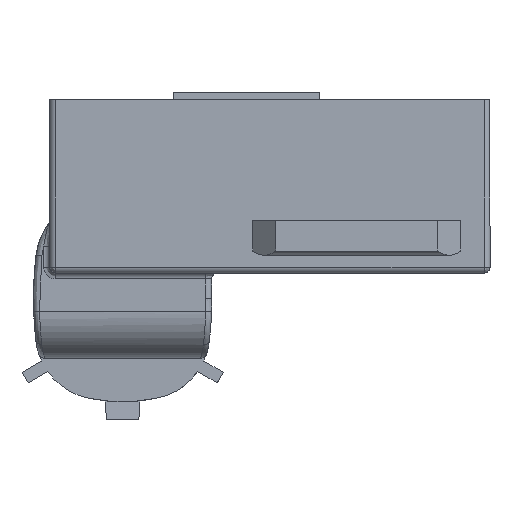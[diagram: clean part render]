
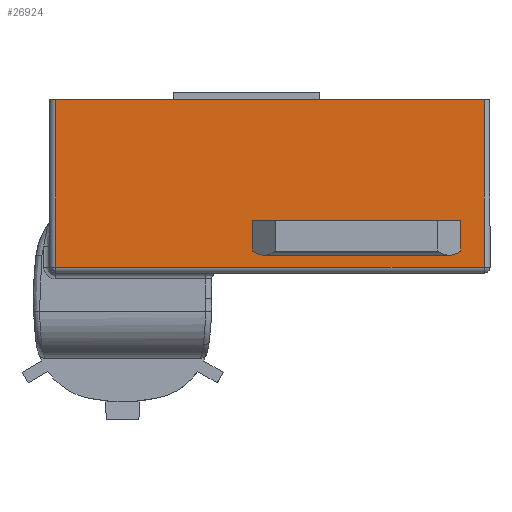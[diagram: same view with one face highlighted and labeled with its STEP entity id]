
A CAD part, left-side view. The second image highlights one B-rep face of the part: STEP entity #26924.
In plain terms, the highlighted face is planar.
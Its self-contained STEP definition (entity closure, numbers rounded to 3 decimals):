
#26224 = VERTEX_POINT('',#26225);
#26225 = CARTESIAN_POINT('',(-3.102,3.492,
    -41.689));
#26234 = VERTEX_POINT('',#26235);
#26235 = CARTESIAN_POINT('',(33.982,3.492,
    -41.689));
#26242 = EDGE_CURVE('',#26234,#26224,#26243,.T.);
#26243 = LINE('',#26244,#26245);
#26244 = CARTESIAN_POINT('',(34.49,3.492,
    -41.689));
#26245 = VECTOR('',#26246,1.);
#26246 = DIRECTION('',(-1.,0.,0.));
#26924 = ADVANCED_FACE('',(#26925,#26977),#27002,.F.);
#26925 = FACE_BOUND('',#26926,.T.);
#26926 = EDGE_LOOP('',(#26927,#26938,#26946,#26955,#26963,#26971));
#26927 = ORIENTED_EDGE('',*,*,#26928,.T.);
#26928 = EDGE_CURVE('',#26929,#26931,#26933,.T.);
#26929 = VERTEX_POINT('',#26930);
#26930 = CARTESIAN_POINT('',(31.95,2.091,
    -41.689));
#26931 = VERTEX_POINT('',#26932);
#26932 = CARTESIAN_POINT('',(30.802,2.476,
    -41.689));
#26933 = CIRCLE('',#26934,1.905);
#26934 = AXIS2_PLACEMENT_3D('',#26935,#26936,#26937);
#26935 = CARTESIAN_POINT('',(30.802,0.571,
    -41.689));
#26936 = DIRECTION('',(0.,0.,1.));
#26937 = DIRECTION('',(-1.,0.,0.));
#26938 = ORIENTED_EDGE('',*,*,#26939,.F.);
#26939 = EDGE_CURVE('',#26940,#26931,#26942,.T.);
#26940 = VERTEX_POINT('',#26941);
#26941 = CARTESIAN_POINT('',(15.115,2.476,
    -41.689));
#26942 = LINE('',#26943,#26944);
#26943 = CARTESIAN_POINT('',(34.49,2.476,
    -41.689));
#26944 = VECTOR('',#26945,1.);
#26945 = DIRECTION('',(1.,0.,0.));
#26946 = ORIENTED_EDGE('',*,*,#26947,.T.);
#26947 = EDGE_CURVE('',#26940,#26948,#26950,.T.);
#26948 = VERTEX_POINT('',#26949);
#26949 = CARTESIAN_POINT('',(13.967,2.091,
    -41.689));
#26950 = CIRCLE('',#26951,1.905);
#26951 = AXIS2_PLACEMENT_3D('',#26952,#26953,#26954);
#26952 = CARTESIAN_POINT('',(15.115,0.571,
    -41.689));
#26953 = DIRECTION('',(0.,0.,1.));
#26954 = DIRECTION('',(-1.,0.,0.));
#26955 = ORIENTED_EDGE('',*,*,#26956,.F.);
#26956 = EDGE_CURVE('',#26957,#26948,#26959,.T.);
#26957 = VERTEX_POINT('',#26958);
#26958 = CARTESIAN_POINT('',(13.967,-0.521,
    -41.689));
#26959 = LINE('',#26960,#26961);
#26960 = CARTESIAN_POINT('',(13.967,-10.998,
    -41.689));
#26961 = VECTOR('',#26962,1.);
#26962 = DIRECTION('',(0.,1.,0.));
#26963 = ORIENTED_EDGE('',*,*,#26964,.F.);
#26964 = EDGE_CURVE('',#26965,#26957,#26967,.T.);
#26965 = VERTEX_POINT('',#26966);
#26966 = CARTESIAN_POINT('',(31.95,-0.521,
    -41.689));
#26967 = LINE('',#26968,#26969);
#26968 = CARTESIAN_POINT('',(34.49,-0.521,
    -41.689));
#26969 = VECTOR('',#26970,1.);
#26970 = DIRECTION('',(-1.,0.,0.));
#26971 = ORIENTED_EDGE('',*,*,#26972,.F.);
#26972 = EDGE_CURVE('',#26929,#26965,#26973,.T.);
#26973 = LINE('',#26974,#26975);
#26974 = CARTESIAN_POINT('',(31.95,-10.998,
    -41.689));
#26975 = VECTOR('',#26976,1.);
#26976 = DIRECTION('',(0.,-1.,0.));
#26977 = FACE_BOUND('',#26978,.T.);
#26978 = EDGE_LOOP('',(#26979,#26980,#26988,#26996));
#26979 = ORIENTED_EDGE('',*,*,#26242,.F.);
#26980 = ORIENTED_EDGE('',*,*,#26981,.F.);
#26981 = EDGE_CURVE('',#26982,#26234,#26984,.T.);
#26982 = VERTEX_POINT('',#26983);
#26983 = CARTESIAN_POINT('',(33.982,-10.998,
    -41.689));
#26984 = LINE('',#26985,#26986);
#26985 = CARTESIAN_POINT('',(33.982,-10.998,
    -41.689));
#26986 = VECTOR('',#26987,1.);
#26987 = DIRECTION('',(0.,1.,0.));
#26988 = ORIENTED_EDGE('',*,*,#26989,.F.);
#26989 = EDGE_CURVE('',#26990,#26982,#26992,.T.);
#26990 = VERTEX_POINT('',#26991);
#26991 = CARTESIAN_POINT('',(-3.102,-10.998,
    -41.689));
#26992 = LINE('',#26993,#26994);
#26993 = CARTESIAN_POINT('',(34.49,-10.998,
    -41.689));
#26994 = VECTOR('',#26995,1.);
#26995 = DIRECTION('',(1.,0.,0.));
#26996 = ORIENTED_EDGE('',*,*,#26997,.F.);
#26997 = EDGE_CURVE('',#26224,#26990,#26998,.T.);
#26998 = LINE('',#26999,#27000);
#26999 = CARTESIAN_POINT('',(-3.102,-10.998,
    -41.689));
#27000 = VECTOR('',#27001,1.);
#27001 = DIRECTION('',(0.,-1.,0.));
#27002 = PLANE('',#27003);
#27003 = AXIS2_PLACEMENT_3D('',#27004,#27005,#27006);
#27004 = CARTESIAN_POINT('',(34.49,-10.998,
    -41.689));
#27005 = DIRECTION('',(0.,0.,1.));
#27006 = DIRECTION('',(1.,0.,0.));
